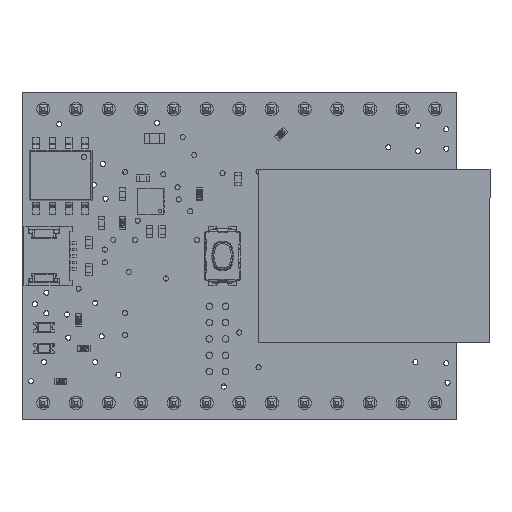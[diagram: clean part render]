
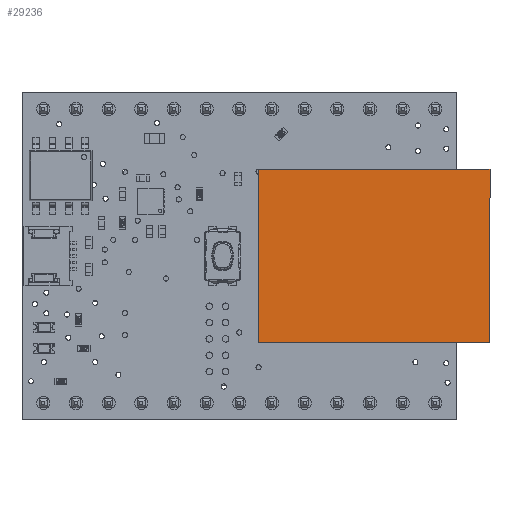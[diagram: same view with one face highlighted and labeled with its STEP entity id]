
A CAD part, top view. The second image highlights one B-rep face of the part: STEP entity #29236.
In plain terms, the highlighted planar face has unit normal (0, 0, 1).
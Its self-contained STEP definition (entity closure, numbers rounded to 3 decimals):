
#1896=PLANE('',#31609);
#3395=FACE_OUTER_BOUND('',#5188,.T.);
#5188=EDGE_LOOP('',(#26929,#26930,#26931,#26932));
#8381=LINE('',#49454,#11582);
#8384=LINE('',#49460,#11585);
#8387=LINE('',#49466,#11588);
#8390=LINE('',#49470,#11591);
#11582=VECTOR('',#39118,10.);
#11585=VECTOR('',#39123,10.);
#11588=VECTOR('',#39128,10.);
#11591=VECTOR('',#39133,10.);
#14834=VERTEX_POINT('',#49451);
#14835=VERTEX_POINT('',#49453);
#14837=VERTEX_POINT('',#49459);
#14839=VERTEX_POINT('',#49465);
#18863=EDGE_CURVE('',#14835,#14834,#8381,.T.);
#18866=EDGE_CURVE('',#14837,#14835,#8384,.T.);
#18869=EDGE_CURVE('',#14839,#14837,#8387,.T.);
#18872=EDGE_CURVE('',#14834,#14839,#8390,.T.);
#26929=ORIENTED_EDGE('',*,*,#18872,.T.);
#26930=ORIENTED_EDGE('',*,*,#18869,.T.);
#26931=ORIENTED_EDGE('',*,*,#18866,.T.);
#26932=ORIENTED_EDGE('',*,*,#18863,.T.);
#29236=ADVANCED_FACE('',(#3395),#1896,.T.);
#31609=AXIS2_PLACEMENT_3D('',#49471,#39134,#39135);
#39118=DIRECTION('',(0.,-1.,0.));
#39123=DIRECTION('',(-1.,0.,0.));
#39128=DIRECTION('',(0.,1.,0.));
#39133=DIRECTION('',(1.,0.,0.));
#39134=DIRECTION('center_axis',(0.,0.,1.));
#39135=DIRECTION('ref_axis',(1.,0.,0.));
#49451=CARTESIAN_POINT('',(-6.75,-9.,1.6));
#49453=CARTESIAN_POINT('',(-6.75,9.,1.6));
#49454=CARTESIAN_POINT('',(-6.75,-9.,1.6));
#49459=CARTESIAN_POINT('',(6.75,9.,1.6));
#49460=CARTESIAN_POINT('',(-6.75,9.,1.6));
#49465=CARTESIAN_POINT('',(6.75,-9.,1.6));
#49466=CARTESIAN_POINT('',(6.75,9.,1.6));
#49470=CARTESIAN_POINT('',(6.75,-9.,1.6));
#49471=CARTESIAN_POINT('Origin',(0.,0.,1.6));
